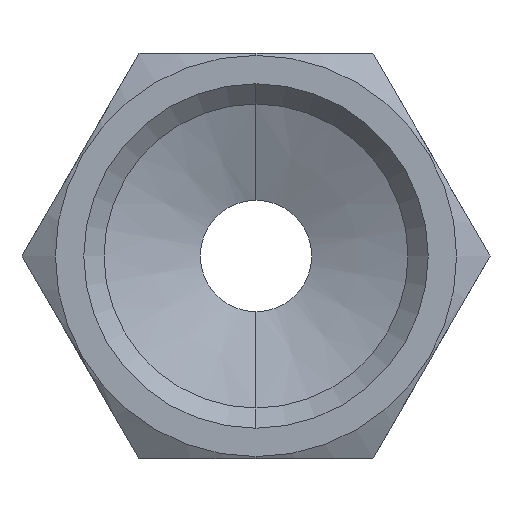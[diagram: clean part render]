
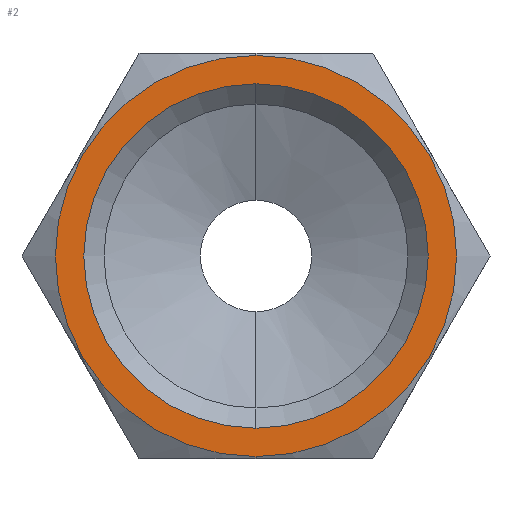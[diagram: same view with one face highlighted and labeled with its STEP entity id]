
A CAD part, front view. The second image highlights one B-rep face of the part: STEP entity #2.
In plain terms, the highlighted planar face has unit normal (0, -1, 0).
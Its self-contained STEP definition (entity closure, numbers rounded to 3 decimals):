
#2 = ADVANCED_FACE ( 'NONE', ( #680, #681 ), #293, .T. ) ;
#12 = AXIS2_PLACEMENT_3D ( 'NONE', #294, #295, #296 ) ;
#88 = CIRCLE ( 'NONE', #89, 9.9 ) ;
#89 = AXIS2_PLACEMENT_3D ( 'NONE', #957, #958, #959 ) ;
#90 = CIRCLE ( 'NONE', #91, 8.5 ) ;
#91 = AXIS2_PLACEMENT_3D ( 'NONE', #960, #961, #962 ) ;
#94 = CIRCLE ( 'NONE', #96, 8.5 ) ;
#96 = AXIS2_PLACEMENT_3D ( 'NONE', #1004, #1005, #1006 ) ;
#110 = CIRCLE ( 'NONE', #112, 9.9 ) ;
#112 = AXIS2_PLACEMENT_3D ( 'NONE', #1032, #1033, #1034 ) ;
#257 = EDGE_LOOP ( 'NONE', ( #600, #597 ) ) ;
#259 = EDGE_LOOP ( 'NONE', ( #591, #598 ) ) ;
#293 = PLANE ( 'NONE',  #12 ) ;
#294 = CARTESIAN_POINT ( 'NONE',  ( 9.9, -45., 0. ) ) ;
#295 = DIRECTION ( 'NONE',  ( 0., -1., 0. ) ) ;
#296 = DIRECTION ( 'NONE',  ( 0., 0., -1. ) ) ;
#326 = CARTESIAN_POINT ( 'NONE',  ( 0., -45., -9.9 ) ) ;
#371 = VERTEX_POINT ( 'NONE', #326 ) ;
#450 = EDGE_CURVE ( 'NONE', #831, #371, #88, .T. ) ;
#451 = EDGE_CURVE ( 'NONE', #839, #838, #90, .T. ) ;
#458 = EDGE_CURVE ( 'NONE', #838, #839, #94, .T. ) ;
#470 = EDGE_CURVE ( 'NONE', #371, #831, #110, .T. ) ;
#591 = ORIENTED_EDGE ( 'NONE', *, *, #450, .T. ) ;
#597 = ORIENTED_EDGE ( 'NONE', *, *, #451, .T. ) ;
#598 = ORIENTED_EDGE ( 'NONE', *, *, #470, .T. ) ;
#600 = ORIENTED_EDGE ( 'NONE', *, *, #458, .T. ) ;
#680 = FACE_OUTER_BOUND ( 'NONE', #259, .T. ) ;
#681 = FACE_BOUND ( 'NONE', #257, .T. ) ;
#831 = VERTEX_POINT ( 'NONE', #1195 ) ;
#838 = VERTEX_POINT ( 'NONE', #1199 ) ;
#839 = VERTEX_POINT ( 'NONE', #1200 ) ;
#957 = CARTESIAN_POINT ( 'NONE',  ( 0., -45., 0. ) ) ;
#958 = DIRECTION ( 'NONE',  ( 0., -1., 0. ) ) ;
#959 = DIRECTION ( 'NONE',  ( 0., 0., -1. ) ) ;
#960 = CARTESIAN_POINT ( 'NONE',  ( 0., -45., 0. ) ) ;
#961 = DIRECTION ( 'NONE',  ( 0., 1., 0. ) ) ;
#962 = DIRECTION ( 'NONE',  ( 0., 0., 1. ) ) ;
#1004 = CARTESIAN_POINT ( 'NONE',  ( 0., -45., 0. ) ) ;
#1005 = DIRECTION ( 'NONE',  ( 0., 1., 0. ) ) ;
#1006 = DIRECTION ( 'NONE',  ( 0., 0., 1. ) ) ;
#1032 = CARTESIAN_POINT ( 'NONE',  ( 0., -45., 0. ) ) ;
#1033 = DIRECTION ( 'NONE',  ( 0., -1., 0. ) ) ;
#1034 = DIRECTION ( 'NONE',  ( 0., 0., -1. ) ) ;
#1195 = CARTESIAN_POINT ( 'NONE',  ( 0., -45., 9.9 ) ) ;
#1199 = CARTESIAN_POINT ( 'NONE',  ( 0., -45., -8.5 ) ) ;
#1200 = CARTESIAN_POINT ( 'NONE',  ( 0., -45., 8.5 ) ) ;
